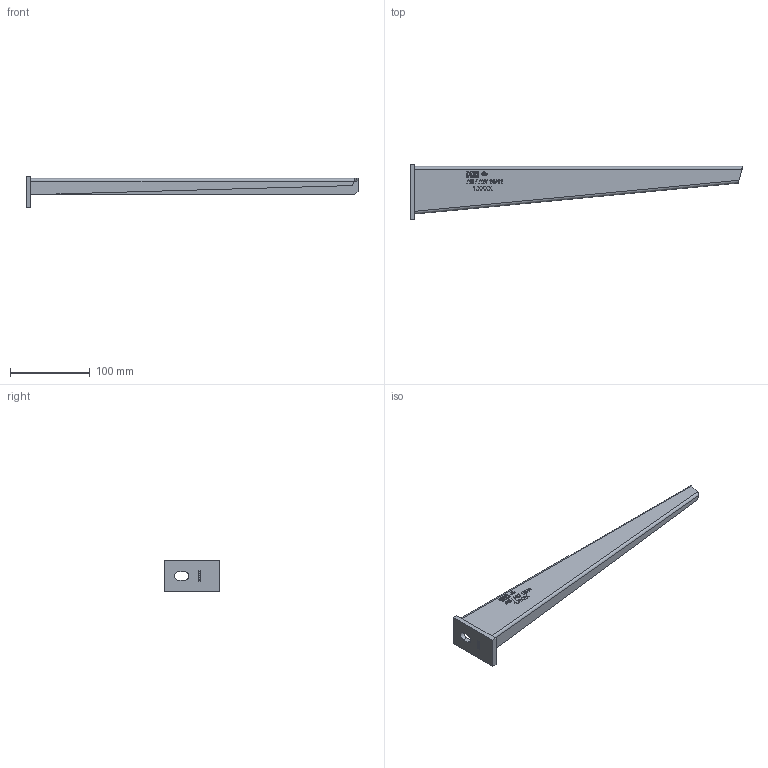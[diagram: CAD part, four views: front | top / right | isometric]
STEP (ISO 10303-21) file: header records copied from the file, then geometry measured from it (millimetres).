
FILE_DESCRIPTION((''),'2;1');
FILE_NAME('6421288_ORG_ASM','2014-09-17T',('AndreasKeweloh'),(''),'PRO/ENGINEER BY PARAMETRIC TECHNOLOGY CORPORATION, 2014000','PRO/ENGINEER BY PARAMETRIC TECHNOLOGY CORPORATION, 2014000','');
FILE_SCHEMA(('CONFIG_CONTROL_DESIGN'));
Length unit declared in the file: millimetre
Products named in the file (4): KTS_04_019-057; KTS_04_020-031_70X40X6; 6421288_ASM; 6421288_ORG_ASM
Assembly tree (3 placements, depth 3):
  6421288_ORG_ASM
    6421288_ASM
      KTS_04_019-057
      KTS_04_020-031_70X40X6
Bounding box: 416 x 70 x 40 mm (x, y, z)
Volume: 69119.5 mm3; surface area: 65073.3 mm2
Topology: 2 solids, 2 shells, 442 faces, 1176 edges, 778 vertices
Faces by surface type: plane 332, extrusion 69, cylinder 38, bspline 3
Entity records: 15740 total; most frequent: CARTESIAN_POINT 4838, ORIENTED_EDGE 2352, DIRECTION 1930, EDGE_CURVE 1176, VECTOR 1020, LINE 951, VERTEX_POINT 778, EDGE_LOOP 484
